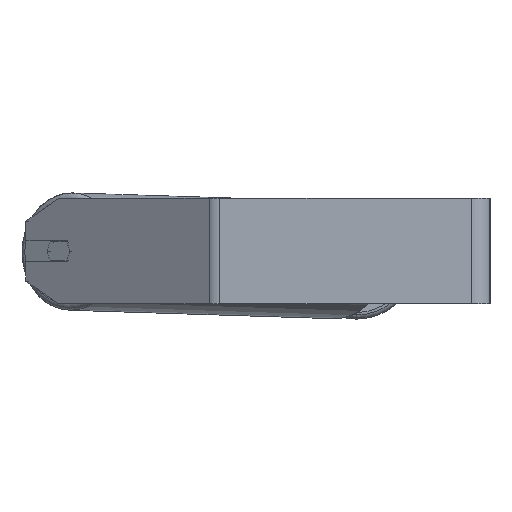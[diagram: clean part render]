
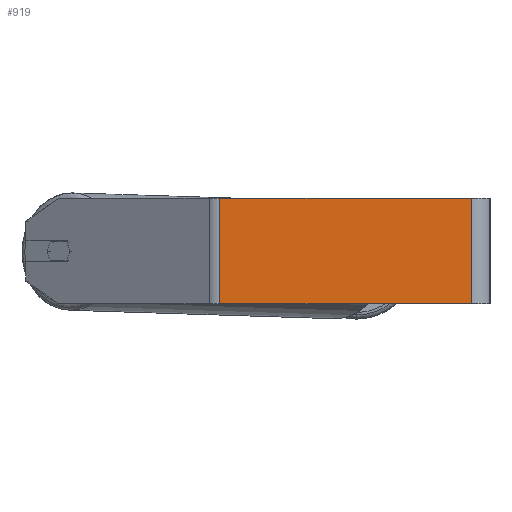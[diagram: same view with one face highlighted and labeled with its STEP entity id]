
A CAD part, left-side view. The second image highlights one B-rep face of the part: STEP entity #919.
In plain terms, the highlighted planar face has unit normal (-1, 0, 0).
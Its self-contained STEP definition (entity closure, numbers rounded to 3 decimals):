
#141 = CARTESIAN_POINT ( 'NONE',  ( -605., 204.931, -40. ) ) ;
#760 = FACE_OUTER_BOUND ( 'NONE', #5527, .T. ) ;
#919 = ADVANCED_FACE ( 'NONE', ( #760 ), #6168, .F. ) ;
#1307 = VERTEX_POINT ( 'NONE', #8056 ) ;
#1485 = VECTOR ( 'NONE', #6835, 1000. ) ;
#1540 = VERTEX_POINT ( 'NONE', #4604 ) ;
#1931 = LINE ( 'NONE', #3962, #5326 ) ;
#1945 = LINE ( 'NONE', #8658, #7450 ) ;
#2143 = DIRECTION ( 'NONE',  ( 0., 0., -1. ) ) ;
#2618 = EDGE_CURVE ( 'NONE', #1540, #5681, #1945, .T. ) ;
#3754 = AXIS2_PLACEMENT_3D ( 'NONE', #5516, #8194, #2143 ) ;
#3962 = CARTESIAN_POINT ( 'NONE',  ( -605., 209.345, 40. ) ) ;
#4604 = CARTESIAN_POINT ( 'NONE',  ( -605., 14., 40. ) ) ;
#4797 = CARTESIAN_POINT ( 'NONE',  ( -605., 14., -40. ) ) ;
#4905 = ORIENTED_EDGE ( 'NONE', *, *, #7483, .T. ) ;
#4964 = LINE ( 'NONE', #6160, #5169 ) ;
#5169 = VECTOR ( 'NONE', #8189, 1000. ) ;
#5326 = VECTOR ( 'NONE', #8234, 1000. ) ;
#5516 = CARTESIAN_POINT ( 'NONE',  ( -605., 209.345, 40. ) ) ;
#5527 = EDGE_LOOP ( 'NONE', ( #4905, #7489, #6757, #8652 ) ) ;
#5681 = VERTEX_POINT ( 'NONE', #4797 ) ;
#5709 = VERTEX_POINT ( 'NONE', #141 ) ;
#6160 = CARTESIAN_POINT ( 'NONE',  ( -605., 209.345, -40. ) ) ;
#6168 = PLANE ( 'NONE',  #3754 ) ;
#6488 = EDGE_CURVE ( 'NONE', #1307, #5709, #7368, .T. ) ;
#6757 = ORIENTED_EDGE ( 'NONE', *, *, #6918, .F. ) ;
#6835 = DIRECTION ( 'NONE',  ( 0., 0., -1. ) ) ;
#6918 = EDGE_CURVE ( 'NONE', #1307, #1540, #1931, .T. ) ;
#7368 = LINE ( 'NONE', #8167, #1485 ) ;
#7450 = VECTOR ( 'NONE', #8585, 1000. ) ;
#7483 = EDGE_CURVE ( 'NONE', #5709, #5681, #4964, .T. ) ;
#7489 = ORIENTED_EDGE ( 'NONE', *, *, #2618, .F. ) ;
#8056 = CARTESIAN_POINT ( 'NONE',  ( -605., 204.931, 40. ) ) ;
#8167 = CARTESIAN_POINT ( 'NONE',  ( -605., 204.931, 40. ) ) ;
#8189 = DIRECTION ( 'NONE',  ( 0., -1., 0. ) ) ;
#8194 = DIRECTION ( 'NONE',  ( 1., 0., 0. ) ) ;
#8234 = DIRECTION ( 'NONE',  ( 0., -1., 0. ) ) ;
#8585 = DIRECTION ( 'NONE',  ( 0., 0., -1. ) ) ;
#8652 = ORIENTED_EDGE ( 'NONE', *, *, #6488, .T. ) ;
#8658 = CARTESIAN_POINT ( 'NONE',  ( -605., 14., 40. ) ) ;
